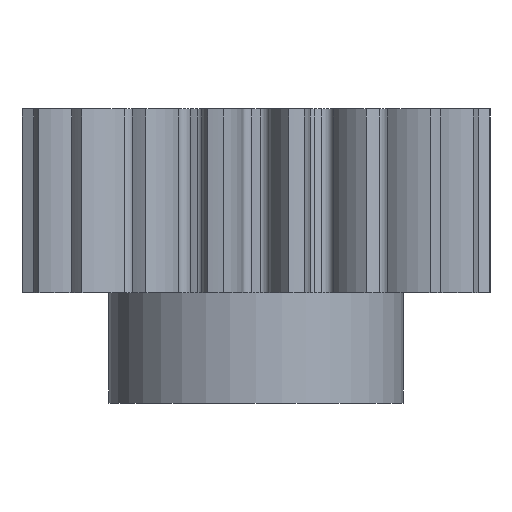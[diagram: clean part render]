
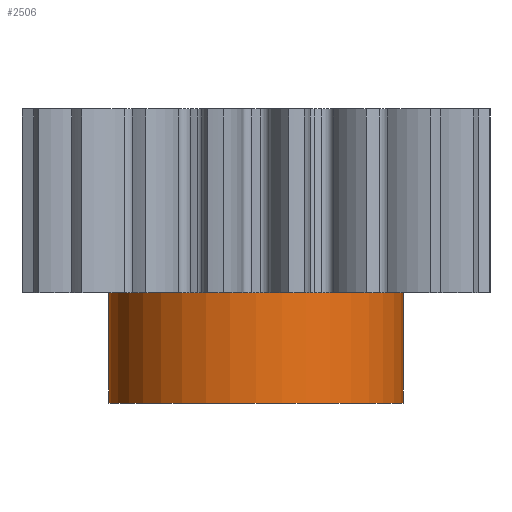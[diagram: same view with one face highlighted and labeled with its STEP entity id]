
A CAD part, front view. The second image highlights one B-rep face of the part: STEP entity #2506.
In plain terms, the highlighted cylindrical face has radius 20 mm (diameter 40 mm), a partial arc.
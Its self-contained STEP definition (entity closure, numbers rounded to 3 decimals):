
#713 = DIRECTION ( 'NONE',  ( 1., 0., 0. ) ) ;
#714 = DIRECTION ( 'NONE',  ( 0., 0., 1. ) ) ;
#715 = CARTESIAN_POINT ( 'NONE',  ( 0., 0., 0. ) ) ;
#716 = AXIS2_PLACEMENT_3D ( 'NONE', #715, #714, #713 ) ;
#722 = CIRCLE ( 'NONE', #716, 20. ) ;
#954 = VERTEX_POINT ( 'NONE', #3976 ) ;
#978 = VERTEX_POINT ( 'NONE', #3940 ) ;
#989 = VERTEX_POINT ( 'NONE', #4077 ) ;
#1011 = EDGE_CURVE ( 'NONE', #954, #989, #4104, .T. ) ;
#1012 = VERTEX_POINT ( 'NONE', #4151 ) ;
#1014 = EDGE_CURVE ( 'NONE', #978, #1012, #4094, .T. ) ;
#1441 = EDGE_CURVE ( 'NONE', #989, #1012, #722, .T. ) ;
#2470 = EDGE_CURVE ( 'NONE', #954, #978, #3770, .T. ) ;
#2473 = ORIENTED_EDGE ( 'NONE', *, *, #1011, .F. ) ;
#2475 = EDGE_LOOP ( 'NONE', ( #2473, #2505, #2507, #2482 ) ) ;
#2482 = ORIENTED_EDGE ( 'NONE', *, *, #1441, .F. ) ;
#2505 = ORIENTED_EDGE ( 'NONE', *, *, #2470, .T. ) ;
#2506 = ADVANCED_FACE ( 'NONE', ( #3715 ), #3720, .T. ) ;
#2507 = ORIENTED_EDGE ( 'NONE', *, *, #1014, .T. ) ;
#3712 = DIRECTION ( 'NONE',  ( 1., 0., 0. ) ) ;
#3714 = CARTESIAN_POINT ( 'NONE',  ( 0., 0., -15. ) ) ;
#3715 = FACE_OUTER_BOUND ( 'NONE', #2475, .T. ) ;
#3716 = DIRECTION ( 'NONE',  ( 0., 0., 1. ) ) ;
#3720 = CYLINDRICAL_SURFACE ( 'NONE', #3755, 20. ) ;
#3755 = AXIS2_PLACEMENT_3D ( 'NONE', #3714, #3716, #3712 ) ;
#3756 = DIRECTION ( 'NONE',  ( 1., 0., 0. ) ) ;
#3757 = DIRECTION ( 'NONE',  ( 0., 0., 1. ) ) ;
#3758 = CARTESIAN_POINT ( 'NONE',  ( 0., 0., -15. ) ) ;
#3770 = CIRCLE ( 'NONE', #3772, 20. ) ;
#3772 = AXIS2_PLACEMENT_3D ( 'NONE', #3758, #3757, #3756 ) ;
#3940 = CARTESIAN_POINT ( 'NONE',  ( 20., 0., -15. ) ) ;
#3976 = CARTESIAN_POINT ( 'NONE',  ( -20., 0., -15. ) ) ;
#4077 = CARTESIAN_POINT ( 'NONE',  ( -20., 0., 0. ) ) ;
#4086 = DIRECTION ( 'NONE',  ( 0., 0., 1. ) ) ;
#4087 = VECTOR ( 'NONE', #4086, 1000. ) ;
#4088 = CARTESIAN_POINT ( 'NONE',  ( 20., 0., -15. ) ) ;
#4094 = LINE ( 'NONE', #4088, #4087 ) ;
#4104 = LINE ( 'NONE', #4150, #4152 ) ;
#4149 = DIRECTION ( 'NONE',  ( 0., 0., 1. ) ) ;
#4150 = CARTESIAN_POINT ( 'NONE',  ( -20., 0., -15. ) ) ;
#4151 = CARTESIAN_POINT ( 'NONE',  ( 20., 0., 0. ) ) ;
#4152 = VECTOR ( 'NONE', #4149, 1000. ) ;
